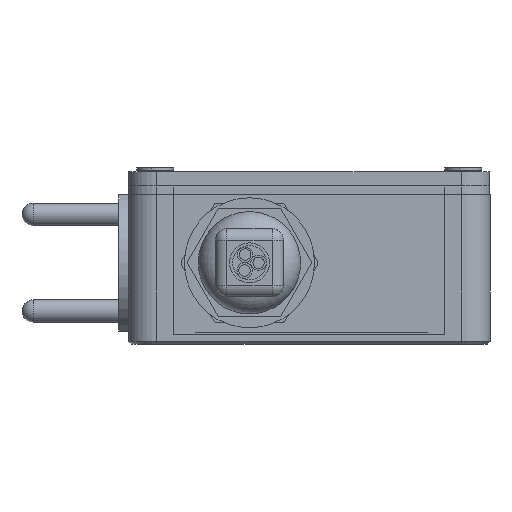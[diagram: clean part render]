
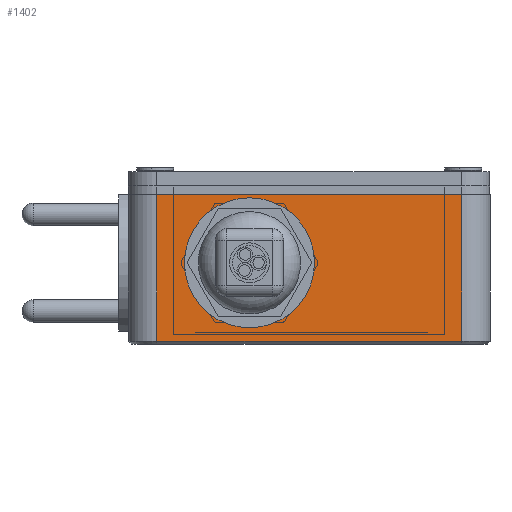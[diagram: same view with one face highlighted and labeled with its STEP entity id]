
A CAD part, front view. The second image highlights one B-rep face of the part: STEP entity #1402.
In plain terms, the highlighted planar face has unit normal (0, -1, 0).
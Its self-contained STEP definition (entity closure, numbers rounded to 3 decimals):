
#1402=ADVANCED_FACE('',(#4785,#4787),#4789,.T.);
#4785=FACE_BOUND('',#4786,.T.);
#4786=EDGE_LOOP('',(#16229,#16230,#16231,#16232));
#4787=FACE_BOUND('',#4788,.T.);
#4788=EDGE_LOOP('',(#16233));
#4789=PLANE('',#4790);
#4790=AXIS2_PLACEMENT_3D('',#4791,#4792,#4793);
#4791=CARTESIAN_POINT('',(-31.8,-57.25,0.));
#4792=DIRECTION('',(0.,-1.,0.));
#4793=DIRECTION('',(1.,0.,0.));
#16229=ORIENTED_EDGE('',*,*,#22796,.T.);
#16230=ORIENTED_EDGE('',*,*,#22797,.T.);
#16231=ORIENTED_EDGE('',*,*,#22798,.F.);
#16232=ORIENTED_EDGE('',*,*,#22799,.F.);
#16233=ORIENTED_EDGE('',*,*,#22800,.T.);
#22796=EDGE_CURVE('',#25610,#25611,#25612,.T.);
#22797=EDGE_CURVE('',#25611,#25613,#25614,.T.);
#22798=EDGE_CURVE('',#25615,#25613,#25616,.T.);
#22799=EDGE_CURVE('',#25610,#25615,#25617,.T.);
#22800=EDGE_CURVE('',#25618,#25618,#25619,.F.);
#25610=VERTEX_POINT('',#30323);
#25611=VERTEX_POINT('',#30324);
#25612=LINE('',#30325,#30326);
#25613=VERTEX_POINT('',#30328);
#25614=LINE('',#30329,#30330);
#25615=VERTEX_POINT('',#30332);
#25616=LINE('',#30333,#30334);
#25617=LINE('',#30336,#30337);
#25618=VERTEX_POINT('',#30339);
#25619=CIRCLE('',#30340,7.75);
#30323=CARTESIAN_POINT('',(-26.8,-57.25,0.5));
#30324=CARTESIAN_POINT('',(26.8,-57.25,0.5));
#30325=CARTESIAN_POINT('',(-26.8,-57.25,0.5));
#30326=VECTOR('',#30327,1.);
#30327=DIRECTION('',(1.,0.,0.));
#30328=CARTESIAN_POINT('',(26.8,-57.25,26.3));
#30329=CARTESIAN_POINT('',(26.8,-57.25,0.5));
#30330=VECTOR('',#30331,1.);
#30331=DIRECTION('',(0.,0.,1.));
#30332=CARTESIAN_POINT('',(-26.8,-57.25,26.3));
#30333=CARTESIAN_POINT('',(-26.8,-57.25,26.3));
#30334=VECTOR('',#30335,1.);
#30335=DIRECTION('',(1.,0.,0.));
#30336=CARTESIAN_POINT('',(-26.8,-57.25,0.5));
#30337=VECTOR('',#30338,1.);
#30338=DIRECTION('',(0.,0.,1.));
#30339=CARTESIAN_POINT('',(-2.75,-57.25,14.3));
#30340=AXIS2_PLACEMENT_3D('',#30341,#30342,#30343);
#30341=CARTESIAN_POINT('',(-10.5,-57.25,14.3));
#30342=DIRECTION('',(0.,-1.,0.));
#30343=DIRECTION('',(1.,0.,0.));
